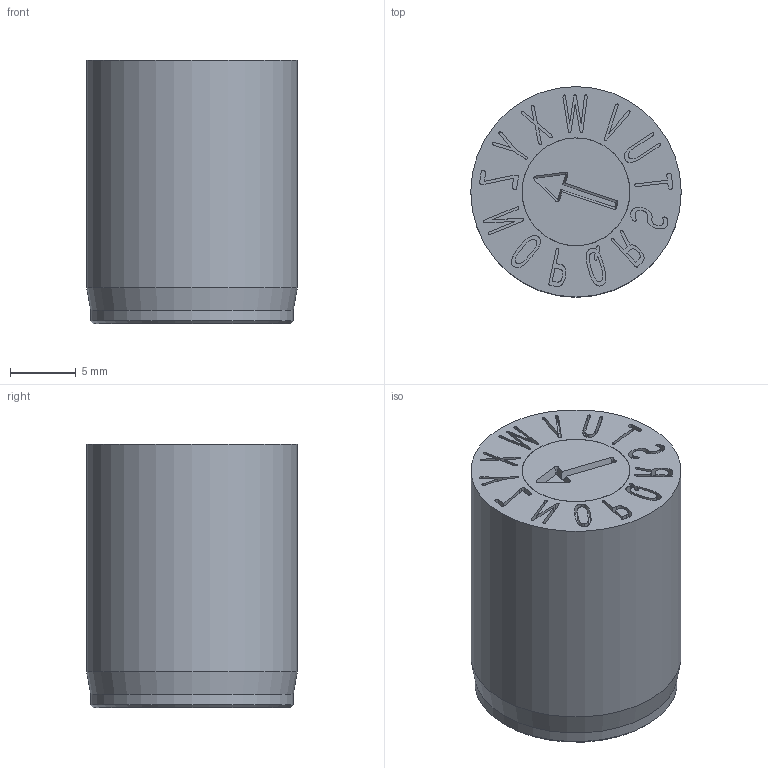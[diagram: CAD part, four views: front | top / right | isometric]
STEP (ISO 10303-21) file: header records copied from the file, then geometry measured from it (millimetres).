
FILE_DESCRIPTION(/* description */ (''),/* implementation_level */ '2;1');
FILE_NAME(/* name */ 'Dati-1400_N$16$00.stp',/* time_stamp */ '2025-09-12T11:24:22+02:00',/* author */ ('olafg'),/* organization */ (''),/* preprocessor_version */ 'ST-DEVELOPER v20',/* originating_system */ 'Autodesk Inventor 2024',/* authorisation */ '');
FILE_SCHEMA (('AUTOMOTIVE_DESIGN { 1 0 10303 214 3 1 1 }'));
Length unit declared in the file: millimetre
Products named in the file (3): Zusammenbau 1016; 1016-01-00 Hülse; 2016-05-00 Stelleinsatz
Assembly tree (2 placements, depth 2):
  Zusammenbau 1016
    1016-01-00 Hülse
    2016-05-00 Stelleinsatz
Bounding box: 16 x 16 x 20 mm (x, y, z)
Volume: 3533.7 mm3; surface area: 2186.1 mm2
Topology: 2 solids, 2 shells, 282 faces, 770 edges, 512 vertices
Faces by surface type: bspline 152, plane 112, cone 11, cylinder 6, torus 1
Full cylindrical faces by diameter (mm): 4 x1, 5 x1, 8.2 x2, 15.4 x1, 16 x1
Entity records: 9782 total; most frequent: CARTESIAN_POINT 3549, ORIENTED_EDGE 1540, EDGE_CURVE 770, DIRECTION 769, VERTEX_POINT 512, LINE 433, VECTOR 433, B_SPLINE_CURVE_WITH_KNOTS 304
